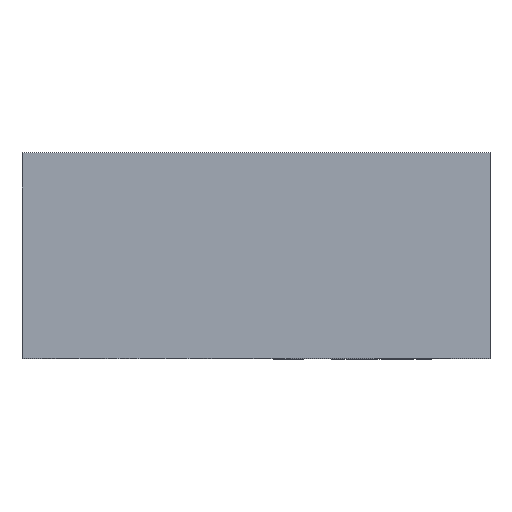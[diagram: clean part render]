
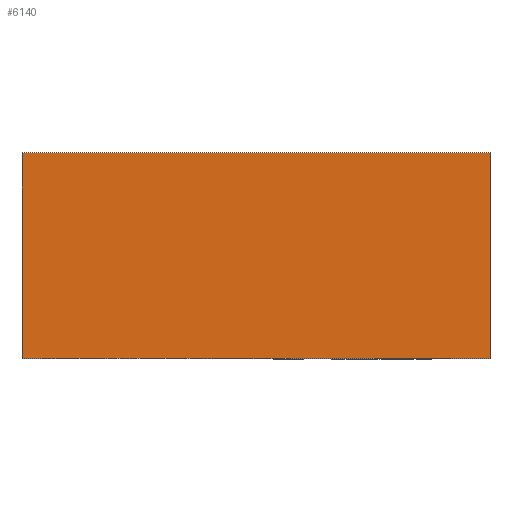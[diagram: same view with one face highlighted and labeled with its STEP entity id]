
A CAD part, top view. The second image highlights one B-rep face of the part: STEP entity #6140.
In plain terms, the highlighted planar face has unit normal (0, 0, 1).
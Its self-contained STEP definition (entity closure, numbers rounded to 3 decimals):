
#1249 = VERTEX_POINT('',#1250);
#1250 = CARTESIAN_POINT('',(26.906,-10.16,25.472));
#1256 = EDGE_CURVE('',#1249,#1257,#1259,.T.);
#1257 = VERTEX_POINT('',#1258);
#1258 = CARTESIAN_POINT('',(-2.05,-10.16,25.472));
#1259 = LINE('',#1260,#1261);
#1260 = CARTESIAN_POINT('',(26.906,-10.16,25.472));
#1261 = VECTOR('',#1262,1.);
#1262 = DIRECTION('',(-1.,0.,0.));
#5965 = EDGE_CURVE('',#1257,#5966,#5968,.T.);
#5966 = VERTEX_POINT('',#5967);
#5967 = CARTESIAN_POINT('',(-2.05,2.54,25.472));
#5968 = LINE('',#5969,#5970);
#5969 = CARTESIAN_POINT('',(-2.05,-10.16,25.472));
#5970 = VECTOR('',#5971,1.);
#5971 = DIRECTION('',(0.,1.,0.));
#5989 = VERTEX_POINT('',#5990);
#5990 = CARTESIAN_POINT('',(26.906,2.54,25.472));
#5996 = EDGE_CURVE('',#5989,#1249,#5997,.T.);
#5997 = LINE('',#5998,#5999);
#5998 = CARTESIAN_POINT('',(26.906,2.54,25.472));
#5999 = VECTOR('',#6000,1.);
#6000 = DIRECTION('',(0.,-1.,0.));
#6025 = EDGE_CURVE('',#5966,#5989,#6026,.T.);
#6026 = LINE('',#6027,#6028);
#6027 = CARTESIAN_POINT('',(12.428,2.54,25.472));
#6028 = VECTOR('',#6029,1.);
#6029 = DIRECTION('',(1.,0.,0.));
#6140 = ADVANCED_FACE('',(#6141),#6147,.F.);
#6141 = FACE_BOUND('',#6142,.T.);
#6142 = EDGE_LOOP('',(#6143,#6144,#6145,#6146));
#6143 = ORIENTED_EDGE('',*,*,#6025,.F.);
#6144 = ORIENTED_EDGE('',*,*,#5965,.F.);
#6145 = ORIENTED_EDGE('',*,*,#1256,.F.);
#6146 = ORIENTED_EDGE('',*,*,#5996,.F.);
#6147 = PLANE('',#6148);
#6148 = AXIS2_PLACEMENT_3D('',#6149,#6150,#6151);
#6149 = CARTESIAN_POINT('',(12.428,-3.81,25.472));
#6150 = DIRECTION('',(0.,0.,-1.));
#6151 = DIRECTION('',(0.,1.,0.));
